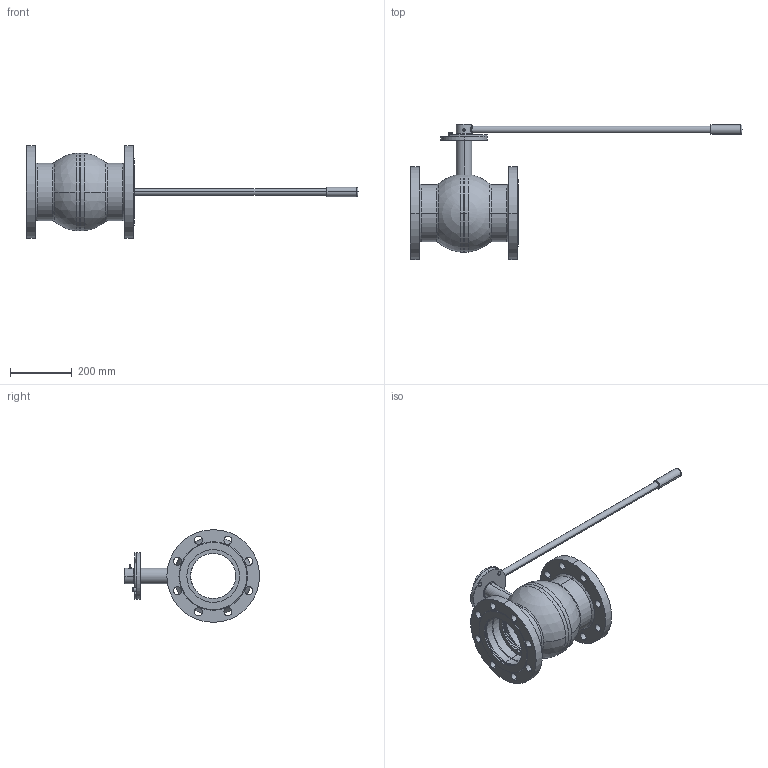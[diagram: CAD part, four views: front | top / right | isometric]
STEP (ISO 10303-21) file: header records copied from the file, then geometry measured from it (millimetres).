
FILE_DESCRIPTION (( 'STEP AP214' ), '1' );
FILE_NAME ('8600425150 010.step', '2025-05-29T08:21:07', ( '' ), ( '' ), 'SwSTEP 2.0', 'SolidWorks 2023', '' );
FILE_SCHEMA (( 'AUTOMOTIVE_DESIGN' ));
Length unit declared in the file: millimetre
Products named in the file (1): 8600425150 010
Bounding box: 1075.5 x 437.34 x 300 mm (x, y, z)
Surface area: 877611.4 mm2 (no closed solid volume)
Topology: 0 solids, 56 shells, 284 faces, 1210 edges, 954 vertices
Faces by surface type: cylinder 145, cone 66, torus 32, plane 31, sphere 6, bspline 4
Entity records: 15922 total; most frequent: CARTESIAN_POINT 6488, DIRECTION 1947, ORIENTED_EDGE 1726, EDGE_CURVE 1210, VERTEX_POINT 954, AXIS2_PLACEMENT_3D 799, CIRCLE 518, EDGE_LOOP 359
